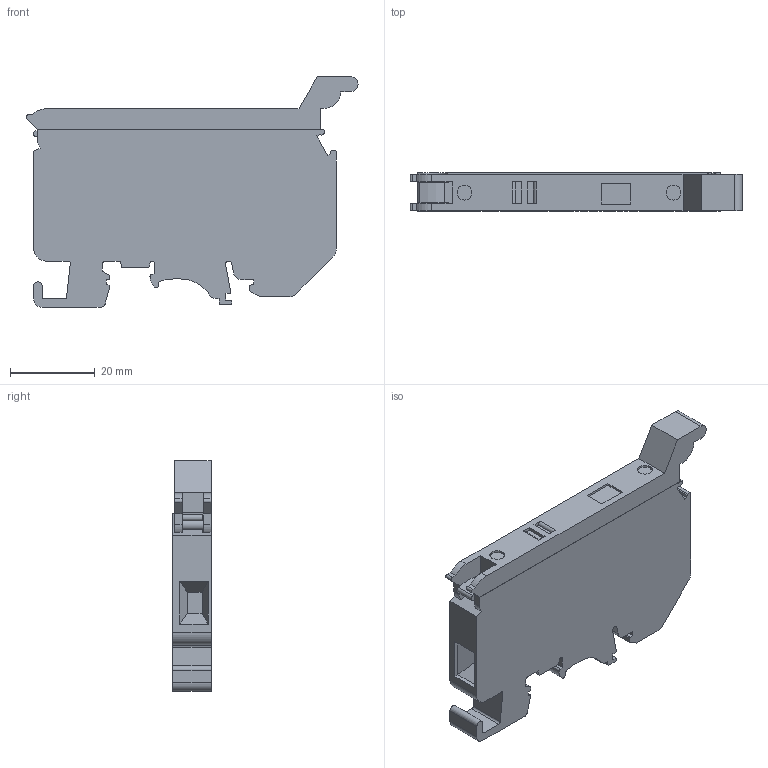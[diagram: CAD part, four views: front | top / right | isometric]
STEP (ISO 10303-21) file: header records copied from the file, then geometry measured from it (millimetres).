
FILE_DESCRIPTION(/* description */ ('Unknown'),/* implementation_level */ '2;1');
FILE_NAME(/* name */ 'KUFH4D_GY_3D',/* time_stamp */ '2019-10-16T10:03:28+06:00',/* author */ ('Unknown'),/* organization */ ('Unknown'),/* preprocessor_version */ 'ST-DEVELOPER v16.7',/* originating_system */ 'DEX',/* authorisation */ $);
FILE_SCHEMA (('AUTOMOTIVE_DESIGN {1 0 10303 214 3 1 1}'));
Length unit declared in the file: millimetre
Products named in the file (1): KUFH4
Bounding box: 78.5 x 9 x 54.48 mm (x, y, z)
Volume: 25522.3 mm3; surface area: 10702.9 mm2
Topology: 1 solids, 1 shells, 171 faces, 473 edges, 311 vertices
Faces by surface type: plane 122, cylinder 49
Full cylindrical faces by diameter (mm): 2.7 x1, 3.5 x4
Entity records: 5442 total; most frequent: CARTESIAN_POINT 951, ORIENTED_EDGE 936, DIRECTION 910, EDGE_CURVE 468, LINE 370, VECTOR 370, VERTEX_POINT 311, AXIS2_PLACEMENT_3D 270
